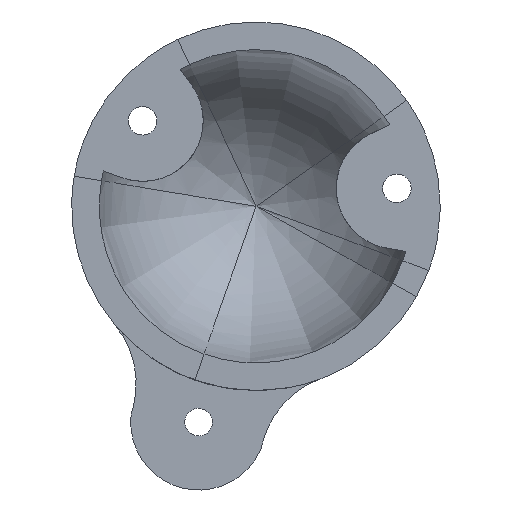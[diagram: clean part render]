
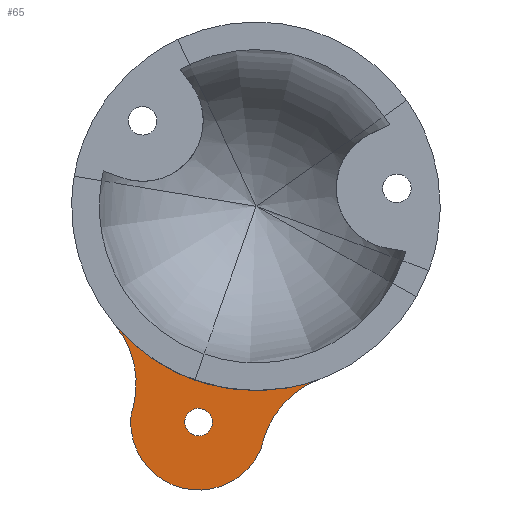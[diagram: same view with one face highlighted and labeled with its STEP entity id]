
A CAD part, left-side view. The second image highlights one B-rep face of the part: STEP entity #65.
In plain terms, the highlighted planar face has unit normal (1, 0, 0).
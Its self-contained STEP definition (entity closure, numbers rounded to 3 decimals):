
#20=FACE_BOUND('',#187,.T.);
#65=ADVANCED_FACE('',(#123,#20),#902,.T.);
#123=FACE_OUTER_BOUND('',#186,.T.);
#186=EDGE_LOOP('',(#421,#422,#423,#424,#425,#426));
#187=EDGE_LOOP('',(#427,#428));
#421=ORIENTED_EDGE('',*,*,#600,.T.);
#422=ORIENTED_EDGE('',*,*,#610,.T.);
#423=ORIENTED_EDGE('',*,*,#598,.T.);
#424=ORIENTED_EDGE('',*,*,#586,.T.);
#425=ORIENTED_EDGE('',*,*,#594,.T.);
#426=ORIENTED_EDGE('',*,*,#587,.T.);
#427=ORIENTED_EDGE('',*,*,#588,.T.);
#428=ORIENTED_EDGE('',*,*,#620,.T.);
#586=EDGE_CURVE('',#837,#838,#664,.T.);
#587=EDGE_CURVE('',#839,#836,#665,.T.);
#588=EDGE_CURVE('',#840,#845,#666,.T.);
#594=EDGE_CURVE('',#838,#839,#672,.T.);
#598=EDGE_CURVE('',#824,#837,#676,.T.);
#600=EDGE_CURVE('',#836,#827,#678,.T.);
#610=EDGE_CURVE('',#827,#824,#686,.T.);
#620=EDGE_CURVE('',#845,#840,#690,.T.);
#664=(
BOUNDED_CURVE()
B_SPLINE_CURVE(2,(#3893,#3894,#3895),.UNSPECIFIED.,.F.,.F.)
B_SPLINE_CURVE_WITH_KNOTS((3,3),(-156.05,-155.202),
 .UNSPECIFIED.)
CURVE()
GEOMETRIC_REPRESENTATION_ITEM()
RATIONAL_B_SPLINE_CURVE((1.,1.,1.))
REPRESENTATION_ITEM('')
);
#665=(
BOUNDED_CURVE()
B_SPLINE_CURVE(2,(#3896,#3897,#3898),.UNSPECIFIED.,.F.,.F.)
B_SPLINE_CURVE_WITH_KNOTS((3,3),(-134.327,-133.479),
 .UNSPECIFIED.)
CURVE()
GEOMETRIC_REPRESENTATION_ITEM()
RATIONAL_B_SPLINE_CURVE((1.,1.,1.))
REPRESENTATION_ITEM('')
);
#666=(
BOUNDED_CURVE()
B_SPLINE_CURVE(2,(#3899,#3900,#3901,#3902,#3903),.UNSPECIFIED.,.F.,.F.)
B_SPLINE_CURVE_WITH_KNOTS((3,2,3),(-133.479,-131.123,-128.767),
 .UNSPECIFIED.)
CURVE()
GEOMETRIC_REPRESENTATION_ITEM()
RATIONAL_B_SPLINE_CURVE((1.,0.707,1.,0.707,1.))
REPRESENTATION_ITEM('')
);
#672=(
BOUNDED_CURVE()
B_SPLINE_CURVE(2,(#3917,#3918,#3919,#3920,#3921),.UNSPECIFIED.,.F.,.F.)
B_SPLINE_CURVE_WITH_KNOTS((3,2,3),(-155.202,-144.765,
-134.327),.UNSPECIFIED.)
CURVE()
GEOMETRIC_REPRESENTATION_ITEM()
RATIONAL_B_SPLINE_CURVE((1.,0.76,1.,0.76,1.))
REPRESENTATION_ITEM('')
);
#676=(
BOUNDED_CURVE()
B_SPLINE_CURVE(2,(#3931,#3932,#3933),.UNSPECIFIED.,.F.,.F.)
B_SPLINE_CURVE_WITH_KNOTS((3,3),(-165.62,-156.05),
 .UNSPECIFIED.)
CURVE()
GEOMETRIC_REPRESENTATION_ITEM()
RATIONAL_B_SPLINE_CURVE((1.,0.888,1.))
REPRESENTATION_ITEM('')
);
#678=(
BOUNDED_CURVE()
B_SPLINE_CURVE(2,(#3937,#3938,#3939),.UNSPECIFIED.,.F.,.F.)
B_SPLINE_CURVE_WITH_KNOTS((3,3),(-199.746,-190.177),
 .UNSPECIFIED.)
CURVE()
GEOMETRIC_REPRESENTATION_ITEM()
RATIONAL_B_SPLINE_CURVE((1.,0.888,1.))
REPRESENTATION_ITEM('')
);
#686=(
BOUNDED_CURVE()
B_SPLINE_CURVE(2,(#3964,#3965,#3966,#3967,#3968),.UNSPECIFIED.,.F.,.F.)
B_SPLINE_CURVE_WITH_KNOTS((3,2,3),(-190.177,-179.426,
-165.62),.UNSPECIFIED.)
CURVE()
GEOMETRIC_REPRESENTATION_ITEM()
RATIONAL_B_SPLINE_CURVE((1.,0.92,0.91,0.897,
1.))
REPRESENTATION_ITEM('')
);
#690=(
BOUNDED_CURVE()
B_SPLINE_CURVE(2,(#4025,#4026,#4027,#4028,#4029),.UNSPECIFIED.,.F.,.F.)
B_SPLINE_CURVE_WITH_KNOTS((3,2,3),(-128.767,-126.41,
-124.054),.UNSPECIFIED.)
CURVE()
GEOMETRIC_REPRESENTATION_ITEM()
RATIONAL_B_SPLINE_CURVE((1.,0.707,1.,0.707,1.))
REPRESENTATION_ITEM('')
);
#824=VERTEX_POINT('',#2609);
#827=VERTEX_POINT('',#2612);
#836=VERTEX_POINT('',#2621);
#837=VERTEX_POINT('',#2622);
#838=VERTEX_POINT('',#2623);
#839=VERTEX_POINT('',#2624);
#840=VERTEX_POINT('',#2625);
#845=VERTEX_POINT('',#2630);
#902=PLANE('',#942);
#942=AXIS2_PLACEMENT_3D('',#2452,#965,$);
#965=DIRECTION('',(1.,0.,0.));
#2452=CARTESIAN_POINT('',(348.395,-288.055,37.226));
#2609=CARTESIAN_POINT('',(348.395,-284.782,36.122));
#2612=CARTESIAN_POINT('',(348.395,-262.511,42.04));
#2621=CARTESIAN_POINT('',(348.395,-264.509,33.051));
#2622=CARTESIAN_POINT('',(348.395,-278.585,29.311));
#2623=CARTESIAN_POINT('',(348.395,-278.367,28.491));
#2624=CARTESIAN_POINT('',(348.395,-264.291,32.231));
#2625=CARTESIAN_POINT('',(348.395,-272.862,32.3));
#2630=CARTESIAN_POINT('',(348.395,-270.379,30.616));
#3893=CARTESIAN_POINT('',(348.395,-278.585,29.311));
#3894=CARTESIAN_POINT('',(348.395,-278.476,28.901));
#3895=CARTESIAN_POINT('',(348.395,-278.367,28.491));
#3896=CARTESIAN_POINT('',(348.395,-264.291,32.231));
#3897=CARTESIAN_POINT('',(348.395,-264.4,32.641));
#3898=CARTESIAN_POINT('',(348.395,-264.509,33.051));
#3899=CARTESIAN_POINT('',(348.395,-272.862,32.3));
#3900=CARTESIAN_POINT('',(348.395,-272.02,33.541));
#3901=CARTESIAN_POINT('',(348.395,-270.778,32.699));
#3902=CARTESIAN_POINT('',(348.395,-269.537,31.857));
#3903=CARTESIAN_POINT('',(348.395,-270.379,30.616));
#3917=CARTESIAN_POINT('',(348.395,-278.367,28.491));
#3918=CARTESIAN_POINT('',(348.395,-275.827,22.714));
#3919=CARTESIAN_POINT('',(348.395,-269.728,24.335));
#3920=CARTESIAN_POINT('',(348.395,-263.629,25.956));
#3921=CARTESIAN_POINT('',(348.395,-264.291,32.231));
#3931=CARTESIAN_POINT('',(348.395,-284.782,36.122));
#3932=CARTESIAN_POINT('',(348.395,-279.917,34.324));
#3933=CARTESIAN_POINT('',(348.395,-278.585,29.311));
#3937=CARTESIAN_POINT('',(348.395,-264.509,33.051));
#3938=CARTESIAN_POINT('',(348.395,-265.841,38.064));
#3939=CARTESIAN_POINT('',(348.395,-262.511,42.04));
#3964=CARTESIAN_POINT('',(348.395,-262.511,42.04));
#3965=CARTESIAN_POINT('',(348.395,-266.031,37.837));
#3966=CARTESIAN_POINT('',(348.395,-271.202,36.017));
#3967=CARTESIAN_POINT('',(348.395,-278.011,33.619));
#3968=CARTESIAN_POINT('',(348.395,-284.782,36.122));
#4025=CARTESIAN_POINT('',(348.395,-270.379,30.616));
#4026=CARTESIAN_POINT('',(348.395,-271.221,29.374));
#4027=CARTESIAN_POINT('',(348.395,-272.462,30.216));
#4028=CARTESIAN_POINT('',(348.395,-273.704,31.058));
#4029=CARTESIAN_POINT('',(348.395,-272.862,32.3));
